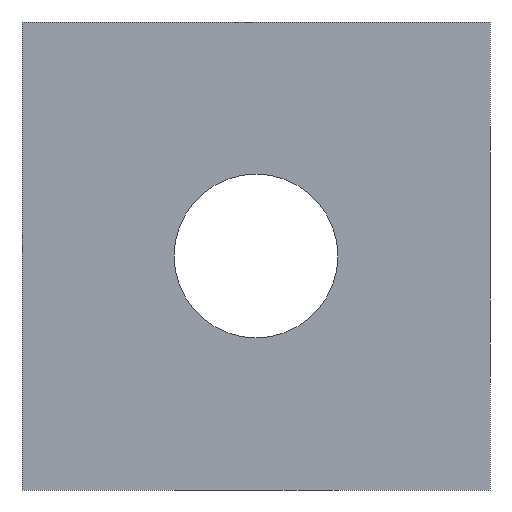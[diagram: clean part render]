
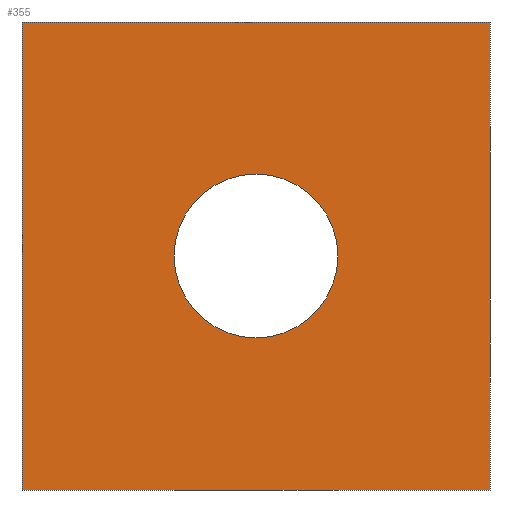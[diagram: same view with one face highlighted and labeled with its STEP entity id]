
A CAD part, front view. The second image highlights one B-rep face of the part: STEP entity #355.
In plain terms, the highlighted planar face has unit normal (0, -1, 0).
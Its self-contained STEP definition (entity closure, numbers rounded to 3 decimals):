
#20=FACE_BOUND('',#71,.T.);
#29=PLANE('',#425);
#47=FACE_OUTER_BOUND('',#70,.T.);
#70=EDGE_LOOP('',(#312,#313,#314,#315));
#71=EDGE_LOOP('',(#316));
#106=LINE('',#629,#127);
#110=LINE('',#636,#131);
#111=LINE('',#639,#132);
#112=LINE('',#640,#133);
#127=VECTOR('',#526,10.);
#131=VECTOR('',#532,10.);
#132=VECTOR('',#535,10.);
#133=VECTOR('',#536,10.);
#140=CIRCLE('',#399,3.5);
#162=VERTEX_POINT('',#579);
#176=VERTEX_POINT('',#626);
#177=VERTEX_POINT('',#628);
#179=VERTEX_POINT('',#634);
#180=VERTEX_POINT('',#638);
#198=EDGE_CURVE('',#162,#162,#140,.T.);
#222=EDGE_CURVE('',#176,#177,#106,.T.);
#226=EDGE_CURVE('',#176,#179,#110,.T.);
#227=EDGE_CURVE('',#180,#179,#111,.T.);
#228=EDGE_CURVE('',#177,#180,#112,.T.);
#312=ORIENTED_EDGE('',*,*,#226,.T.);
#313=ORIENTED_EDGE('',*,*,#227,.F.);
#314=ORIENTED_EDGE('',*,*,#228,.F.);
#315=ORIENTED_EDGE('',*,*,#222,.F.);
#316=ORIENTED_EDGE('',*,*,#198,.T.);
#355=ADVANCED_FACE('',(#47,#20),#29,.T.);
#399=AXIS2_PLACEMENT_3D('',#581,#468,#469);
#425=AXIS2_PLACEMENT_3D('',#637,#533,#534);
#468=DIRECTION('center_axis',(0.,1.,0.));
#469=DIRECTION('ref_axis',(1.,0.,0.));
#526=DIRECTION('',(-1.,0.,0.));
#532=DIRECTION('',(0.,0.,1.));
#533=DIRECTION('center_axis',(0.,-1.,0.));
#534=DIRECTION('ref_axis',(1.,0.,0.));
#535=DIRECTION('',(1.,0.,0.));
#536=DIRECTION('',(0.,0.,1.));
#579=CARTESIAN_POINT('',(-3.5,-10.,0.));
#581=CARTESIAN_POINT('Origin',(0.,-10.,0.));
#626=CARTESIAN_POINT('',(10.,-10.,-10.));
#628=CARTESIAN_POINT('',(-10.,-10.,-10.));
#629=CARTESIAN_POINT('',(-10.,-10.,-10.));
#634=CARTESIAN_POINT('',(10.,-10.,10.));
#636=CARTESIAN_POINT('',(10.,-10.,0.));
#637=CARTESIAN_POINT('Origin',(-10.,-10.,0.));
#638=CARTESIAN_POINT('',(-10.,-10.,10.));
#639=CARTESIAN_POINT('',(-10.,-10.,10.));
#640=CARTESIAN_POINT('',(-10.,-10.,0.));
